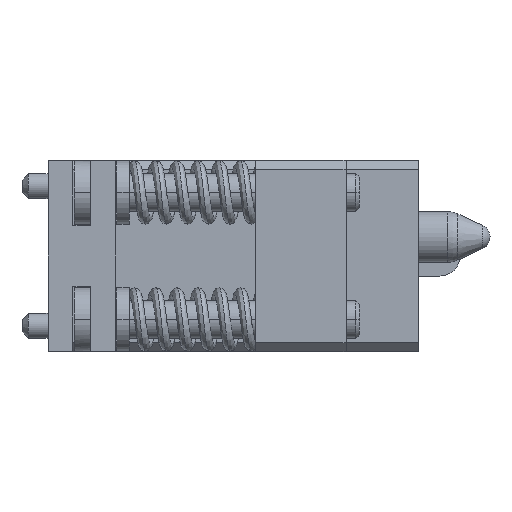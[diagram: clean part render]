
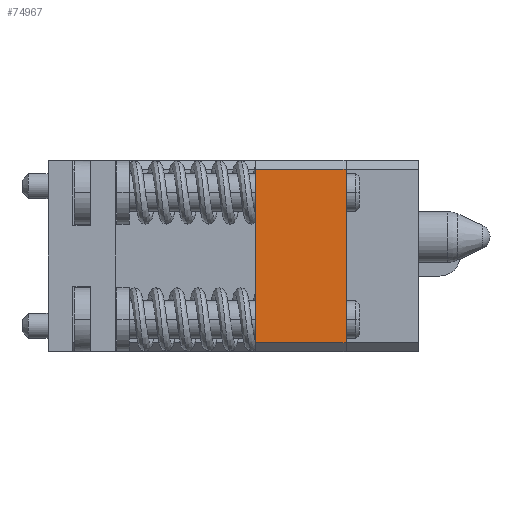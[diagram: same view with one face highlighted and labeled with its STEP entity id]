
A CAD part, left-side view. The second image highlights one B-rep face of the part: STEP entity #74967.
In plain terms, the highlighted planar face has unit normal (-1, 0, 0).
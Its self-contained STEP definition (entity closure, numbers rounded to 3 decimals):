
#160=DIRECTION('',(0.,0.,1.));
#161=VECTOR('',#160,13.63);
#162=CARTESIAN_POINT('',(-28.724,5.676,-6.815));
#163=LINE('',#162,#161);
#27086=DIRECTION('',(0.,-1.,0.));
#27087=VECTOR('',#27086,7.128);
#27088=CARTESIAN_POINT('',(-28.724,12.804,6.815));
#27089=LINE('',#27088,#27087);
#27094=DIRECTION('',(0.,0.,1.));
#27095=VECTOR('',#27094,13.63);
#27096=CARTESIAN_POINT('',(-28.724,12.804,-6.815));
#27097=LINE('',#27096,#27095);
#27106=DIRECTION('',(0.,-1.,0.));
#27107=VECTOR('',#27106,7.128);
#27108=CARTESIAN_POINT('',(-28.724,12.804,-6.815));
#27109=LINE('',#27108,#27107);
#27671=CARTESIAN_POINT('',(-28.724,12.804,-6.815));
#27672=CARTESIAN_POINT('',(-28.724,5.676,-6.815));
#27673=VERTEX_POINT('',#27671);
#27674=VERTEX_POINT('',#27672);
#27695=CARTESIAN_POINT('',(-28.724,12.804,6.815));
#27696=CARTESIAN_POINT('',(-28.724,5.676,6.815));
#27697=VERTEX_POINT('',#27695);
#27698=VERTEX_POINT('',#27696);
#74955=CARTESIAN_POINT('',(-28.724,12.78,-7.505));
#74956=DIRECTION('',(-1.,0.,0.));
#74957=DIRECTION('',(0.,-1.,0.));
#74958=AXIS2_PLACEMENT_3D('',#74955,#74956,#74957);
#74959=PLANE('',#74958);
#74961=ORIENTED_EDGE('',*,*,#74960,.F.);
#74962=ORIENTED_EDGE('',*,*,#38006,.T.);
#74963=ORIENTED_EDGE('',*,*,#74949,.T.);
#74964=ORIENTED_EDGE('',*,*,#34906,.F.);
#74965=EDGE_LOOP('',(#74961,#74962,#74963,#74964));
#74966=FACE_OUTER_BOUND('',#74965,.F.);
#74967=ADVANCED_FACE('',(#74966),#74959,.T.);
#34906=EDGE_CURVE('',#27674,#27698,#163,.T.);
#38006=EDGE_CURVE('',#27673,#27697,#27097,.T.);
#74949=EDGE_CURVE('',#27697,#27698,#27089,.T.);
#74960=EDGE_CURVE('',#27673,#27674,#27109,.T.);
